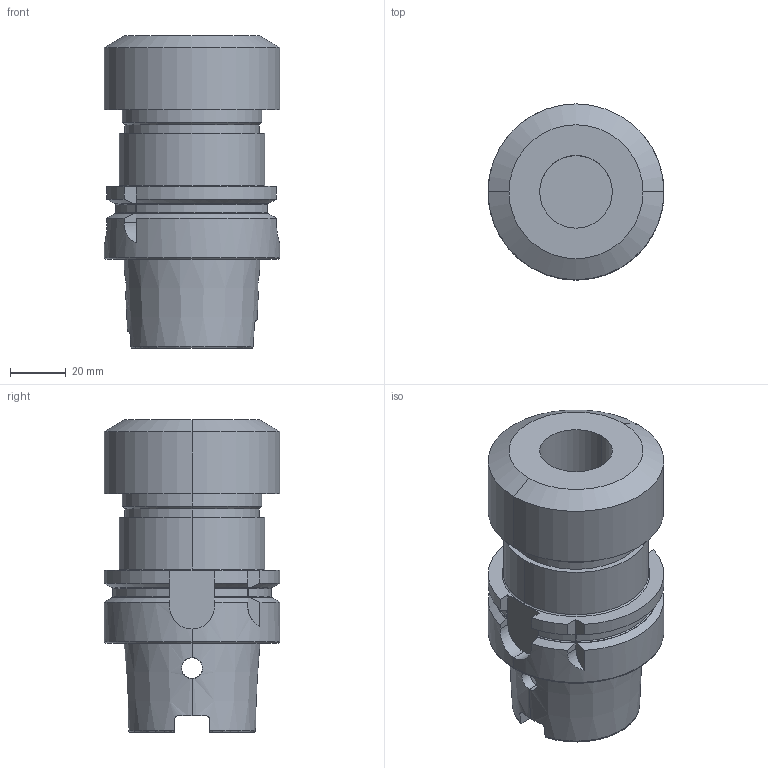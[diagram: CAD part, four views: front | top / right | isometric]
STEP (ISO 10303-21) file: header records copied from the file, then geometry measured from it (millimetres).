
FILE_DESCRIPTION (( 'STEP AP203' ), '1' );
FILE_NAME ('STP-31468.STEP', '2018-09-25T05:48:28', ( '' ), ( '' ), 'SwSTEP 2.0', 'SolidWorks 2015', '' );
FILE_SCHEMA (( 'CONFIG_CONTROL_DESIGN' ));
Length unit declared in the file: millimetre
Products named in the file (1): STP-31468
Bounding box: 63 x 63 x 112 mm (x, y, z)
Volume: 197172.4 mm3; surface area: 36655.6 mm2
Topology: 1 solids, 1 shells, 107 faces, 277 edges, 173 vertices
Faces by surface type: cylinder 38, plane 31, torus 22, cone 16
Entity records: 3870 total; most frequent: CARTESIAN_POINT 1211, ORIENTED_EDGE 554, DIRECTION 539, EDGE_CURVE 277, AXIS2_PLACEMENT_3D 219, VERTEX_POINT 173, EDGE_LOOP 112, CIRCLE 111
